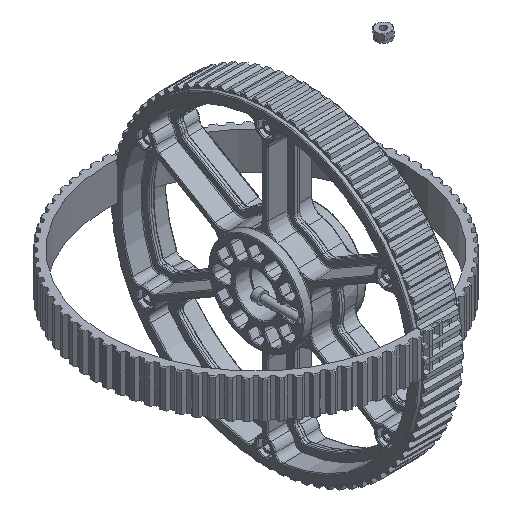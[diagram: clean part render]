
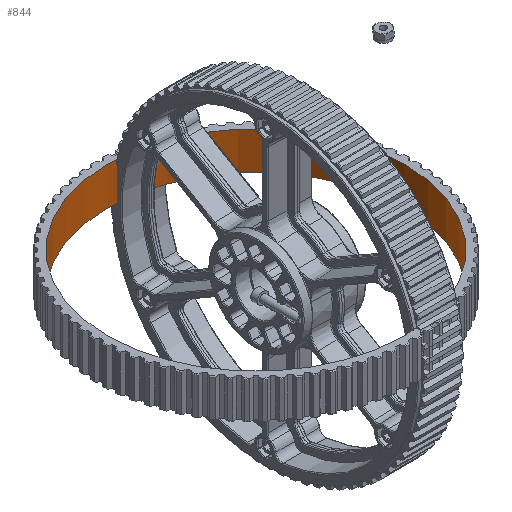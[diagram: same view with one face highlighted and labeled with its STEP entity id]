
A CAD part, isometric view. The second image highlights one B-rep face of the part: STEP entity #844.
In plain terms, the highlighted cylindrical face has radius 99.314 mm (diameter 198.628 mm), a full revolution.
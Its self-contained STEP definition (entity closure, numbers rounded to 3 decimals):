
#844 = ADVANCED_FACE( '', ( #2883, #2884 ), #2885, .F. );
#2883 = FACE_OUTER_BOUND( '', #6075, .T. );
#2884 = FACE_OUTER_BOUND( '', #6076, .T. );
#2885 = CYLINDRICAL_SURFACE( '', #6077, 99.314 );
#6075 = EDGE_LOOP( '', ( #15475 ) );
#6076 = EDGE_LOOP( '', ( #15476 ) );
#6077 = AXIS2_PLACEMENT_3D( '', #15477, #15478, #15479 );
#15475 = ORIENTED_EDGE( '', *, *, #23103, .F. );
#15476 = ORIENTED_EDGE( '', *, *, #23425, .T. );
#15477 = CARTESIAN_POINT( '', ( 0., 0., 25.4 ) );
#15478 = DIRECTION( '', ( 0., 0., 1. ) );
#15479 = DIRECTION( '', ( -1., 0., 0. ) );
#23103 = EDGE_CURVE( '', #27203, #27203, #27204, .T. );
#23425 = EDGE_CURVE( '', #27843, #27843, #27844, .T. );
#27203 = VERTEX_POINT( '', #33521 );
#27204 = CIRCLE( '', #33522, 99.314 );
#27843 = VERTEX_POINT( '', #34405 );
#27844 = CIRCLE( '', #34406, 99.314 );
#33521 = CARTESIAN_POINT( '', ( 99.314, 0., 25.4 ) );
#33522 = AXIS2_PLACEMENT_3D( '', #42783, #42784, #42785 );
#34405 = CARTESIAN_POINT( '', ( 99.314, 0., 0. ) );
#34406 = AXIS2_PLACEMENT_3D( '', #43267, #43268, #43269 );
#42783 = CARTESIAN_POINT( '', ( 0., 0., 25.4 ) );
#42784 = DIRECTION( '', ( 0., 0., -1. ) );
#42785 = DIRECTION( '', ( 1., 0., 0. ) );
#43267 = CARTESIAN_POINT( '', ( 0., 0., 0. ) );
#43268 = DIRECTION( '', ( 0., 0., -1. ) );
#43269 = DIRECTION( '', ( 1., 0., 0. ) );
